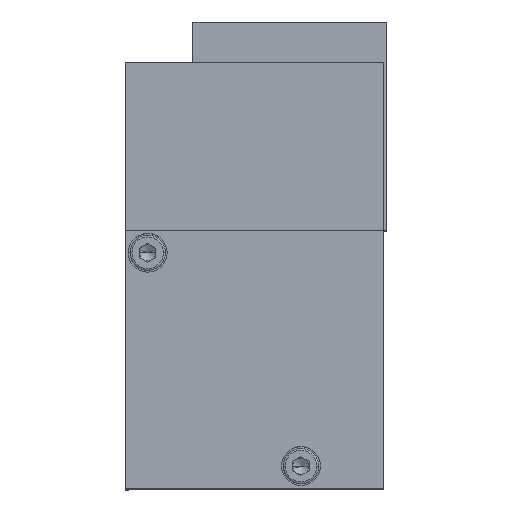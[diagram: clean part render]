
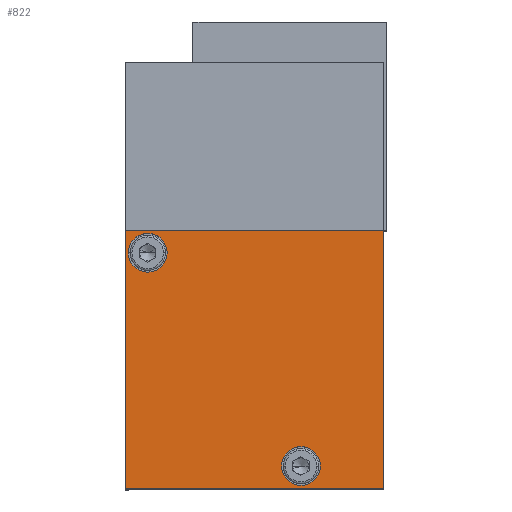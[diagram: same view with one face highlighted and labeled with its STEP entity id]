
A CAD part, top view. The second image highlights one B-rep face of the part: STEP entity #822.
In plain terms, the highlighted planar face has unit normal (0, 0, 1).
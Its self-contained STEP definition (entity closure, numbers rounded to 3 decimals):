
#822 = ADVANCED_FACE ( 'NONE', ( #63313, #50997, #32708 ), #57105, .T. ) ;
#861 = ORIENTED_EDGE ( 'NONE', *, *, #54383, .F. ) ;
#2373 = VERTEX_POINT ( 'NONE', #14446 ) ;
#2434 = CIRCLE ( 'NONE', #7909, 3. ) ;
#2792 = VERTEX_POINT ( 'NONE', #12482 ) ;
#3191 = ORIENTED_EDGE ( 'NONE', *, *, #61180, .F. ) ;
#3584 = CARTESIAN_POINT ( 'NONE',  ( 20., 20., 92. ) ) ;
#4095 = CARTESIAN_POINT ( 'NONE',  ( 0., 40., 92. ) ) ;
#5009 = VERTEX_POINT ( 'NONE', #38910 ) ;
#5098 = EDGE_LOOP ( 'NONE', ( #861, #18660 ) ) ;
#5250 = ORIENTED_EDGE ( 'NONE', *, *, #78239, .F. ) ;
#5656 = CARTESIAN_POINT ( 'NONE',  ( 0., 0., 92. ) ) ;
#5795 = CARTESIAN_POINT ( 'NONE',  ( 27.2, 3.5, 92. ) ) ;
#5858 = CIRCLE ( 'NONE', #35130, 3. ) ;
#5896 = VECTOR ( 'NONE', #28297, 1000. ) ;
#5968 = CARTESIAN_POINT ( 'NONE',  ( 0.5, 36.5, 92. ) ) ;
#7909 = AXIS2_PLACEMENT_3D ( 'NONE', #28375, #71201, #34502 ) ;
#7925 = VERTEX_POINT ( 'NONE', #5968 ) ;
#8792 = CARTESIAN_POINT ( 'NONE',  ( 40., 0., 92. ) ) ;
#9711 = DIRECTION ( 'NONE',  ( -1., 0., 0. ) ) ;
#11142 = LINE ( 'NONE', #52214, #27419 ) ;
#11770 = EDGE_CURVE ( 'NONE', #5009, #2373, #69863, .T. ) ;
#11916 = DIRECTION ( 'NONE',  ( -1., 0., 0. ) ) ;
#12070 = CIRCLE ( 'NONE', #41203, 3. ) ;
#12482 = CARTESIAN_POINT ( 'NONE',  ( 6.5, 36.5, 92. ) ) ;
#12744 = ORIENTED_EDGE ( 'NONE', *, *, #53260, .F. ) ;
#14446 = CARTESIAN_POINT ( 'NONE',  ( 0., 40., 92. ) ) ;
#18660 = ORIENTED_EDGE ( 'NONE', *, *, #32760, .F. ) ;
#21163 = ORIENTED_EDGE ( 'NONE', *, *, #42176, .F. ) ;
#22543 = DIRECTION ( 'NONE',  ( 0., 1., 0. ) ) ;
#23595 = CARTESIAN_POINT ( 'NONE',  ( 3.5, 36.5, 92. ) ) ;
#23826 = DIRECTION ( 'NONE',  ( -1., 0., 0. ) ) ;
#25410 = VERTEX_POINT ( 'NONE', #8792 ) ;
#27419 = VECTOR ( 'NONE', #58047, 1000. ) ;
#28297 = DIRECTION ( 'NONE',  ( 0., -1., 0. ) ) ;
#28375 = CARTESIAN_POINT ( 'NONE',  ( 3.5, 36.5, 92. ) ) ;
#29731 = DIRECTION ( 'NONE',  ( -1., 0., 0. ) ) ;
#29768 = DIRECTION ( 'NONE',  ( 0., 0., 1. ) ) ;
#32708 = FACE_OUTER_BOUND ( 'NONE', #48862, .T. ) ;
#32760 = EDGE_CURVE ( 'NONE', #2792, #7925, #75624, .T. ) ;
#33460 = VECTOR ( 'NONE', #22543, 1000. ) ;
#34502 = DIRECTION ( 'NONE',  ( -1., 0., 0. ) ) ;
#34529 = EDGE_LOOP ( 'NONE', ( #3191, #69990 ) ) ;
#35130 = AXIS2_PLACEMENT_3D ( 'NONE', #5795, #48596, #11916 ) ;
#35734 = VERTEX_POINT ( 'NONE', #68784 ) ;
#36400 = ORIENTED_EDGE ( 'NONE', *, *, #11770, .F. ) ;
#36454 = VERTEX_POINT ( 'NONE', #76990 ) ;
#38910 = CARTESIAN_POINT ( 'NONE',  ( 0., 0., 92. ) ) ;
#39097 = VECTOR ( 'NONE', #23826, 1000. ) ;
#41203 = AXIS2_PLACEMENT_3D ( 'NONE', #66394, #29768, #72586 ) ;
#42176 = EDGE_CURVE ( 'NONE', #36454, #25410, #50942, .T. ) ;
#46368 = DIRECTION ( 'NONE',  ( 0., 0., 1. ) ) ;
#48596 = DIRECTION ( 'NONE',  ( 0., 0., 1. ) ) ;
#48862 = EDGE_LOOP ( 'NONE', ( #21163, #12744, #36400, #5250 ) ) ;
#50942 = LINE ( 'NONE', #64902, #5896 ) ;
#50997 = FACE_BOUND ( 'NONE', #5098, .T. ) ;
#52214 = CARTESIAN_POINT ( 'NONE',  ( 0., 40., 92. ) ) ;
#53260 = EDGE_CURVE ( 'NONE', #2373, #36454, #11142, .T. ) ;
#53970 = EDGE_CURVE ( 'NONE', #35734, #67361, #12070, .T. ) ;
#54383 = EDGE_CURVE ( 'NONE', #7925, #2792, #2434, .T. ) ;
#57105 = PLANE ( 'NONE',  #69105 ) ;
#58047 = DIRECTION ( 'NONE',  ( 1., 0., 0. ) ) ;
#61180 = EDGE_CURVE ( 'NONE', #67361, #35734, #5858, .T. ) ;
#63313 = FACE_BOUND ( 'NONE', #34529, .T. ) ;
#64180 = AXIS2_PLACEMENT_3D ( 'NONE', #23595, #66352, #29731 ) ;
#64902 = CARTESIAN_POINT ( 'NONE',  ( 40., 40., 92. ) ) ;
#66352 = DIRECTION ( 'NONE',  ( 0., 0., 1. ) ) ;
#66394 = CARTESIAN_POINT ( 'NONE',  ( 27.2, 3.5, 92. ) ) ;
#67361 = VERTEX_POINT ( 'NONE', #75031 ) ;
#68784 = CARTESIAN_POINT ( 'NONE',  ( 30.2, 3.5, 92. ) ) ;
#69105 = AXIS2_PLACEMENT_3D ( 'NONE', #3584, #46368, #9711 ) ;
#69691 = LINE ( 'NONE', #5656, #39097 ) ;
#69863 = LINE ( 'NONE', #4095, #33460 ) ;
#69990 = ORIENTED_EDGE ( 'NONE', *, *, #53970, .F. ) ;
#71201 = DIRECTION ( 'NONE',  ( 0., 0., 1. ) ) ;
#72586 = DIRECTION ( 'NONE',  ( -1., 0., 0. ) ) ;
#75031 = CARTESIAN_POINT ( 'NONE',  ( 24.2, 3.5, 92. ) ) ;
#75624 = CIRCLE ( 'NONE', #64180, 3. ) ;
#76990 = CARTESIAN_POINT ( 'NONE',  ( 40., 40., 92. ) ) ;
#78239 = EDGE_CURVE ( 'NONE', #25410, #5009, #69691, .T. ) ;
